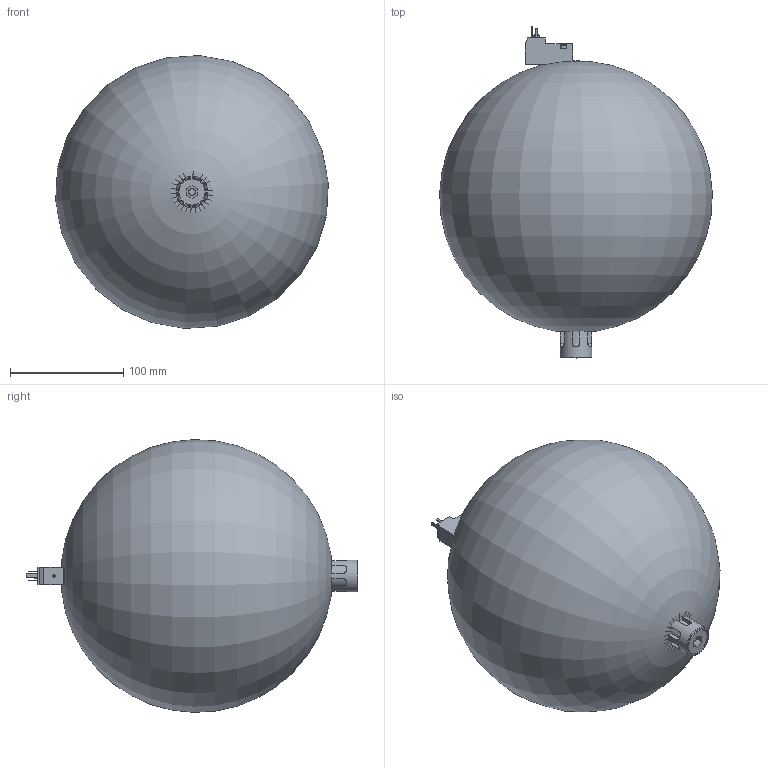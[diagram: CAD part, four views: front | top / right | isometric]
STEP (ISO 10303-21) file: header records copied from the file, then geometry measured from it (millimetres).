
FILE_DESCRIPTION(/* description */ ('STEP AP214'),/* implementation_level */ '2;1');
FILE_NAME(/* name */ '542604_MS6-EE-1_4-10V24-S',/* time_stamp */ '2024-09-10T15:15:11+02:00',/* author */ ('License CC BY-ND 4.0'),/* organization */ ('CADENAS'),/* preprocessor_version */ 'ST-DEVELOPER v19.3',/* originating_system */ 'PARTsolutions',/* authorisation */ ' ');
FILE_SCHEMA (('AUTOMOTIVE_DESIGN {1 0 10303 214 3 1 1}'));
Length unit declared in the file: millimetre
Products named in the file (3): 542604 MS6-EE-1/4-10V24-S; 527682 MS6-EE-1/4-10V24-S0D; 6844 U-1/2-B
Assembly tree (2 placements, depth 2):
  542604 MS6-EE-1/4-10V24-S
    527682 MS6-EE-1/4-10V24-S0D
    6844 U-1/2-B
Bounding box: 240.89 x 293.3 x 241.03 mm (x, y, z)
Volume: 508822.1 mm3; surface area: 432213.2 mm2
Topology: 2 solids, 3 shells, 474 faces, 1247 edges, 806 vertices
Faces by surface type: plane 306, cylinder 122, cone 38, torus 8
Full cylindrical faces by diameter (mm): 0.4 x1, 2 x1, 2.013 x1, 2.5 x1, 3.8 x1, 4.8 x1, 5 x1, 5.5 x4, 6 x1, 11.445 x2, 14.1 x1, 18.631 x1, 21.1 x1, 22.5 x1, 23.15 x1, 24 x2, 28 x1, 30 x1, 40 x1, 50 x1, 60 x1
Entity records: 17659 total; most frequent: CARTESIAN_POINT 3002, ORIENTED_EDGE 2328, DIRECTION 2235, EDGE_CURVE 1164, VERTEX_POINT 780, LINE 779, VECTOR 779, AXIS2_PLACEMENT_3D 728
